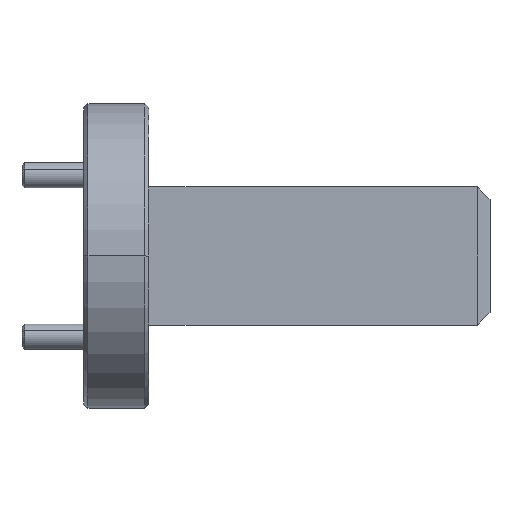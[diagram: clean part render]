
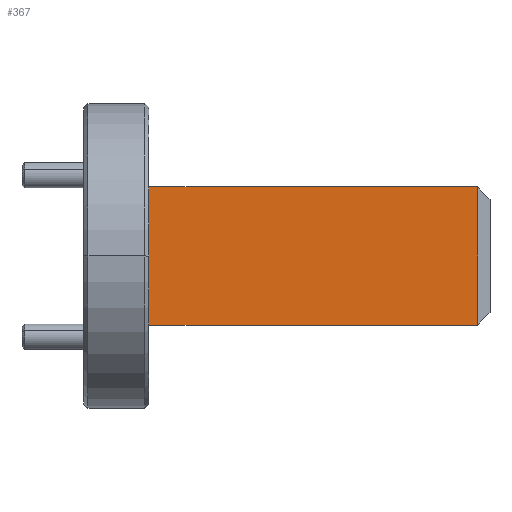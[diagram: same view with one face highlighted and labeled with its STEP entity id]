
A CAD part, front view. The second image highlights one B-rep face of the part: STEP entity #367.
In plain terms, the highlighted planar face has unit normal (0, -1, 0).
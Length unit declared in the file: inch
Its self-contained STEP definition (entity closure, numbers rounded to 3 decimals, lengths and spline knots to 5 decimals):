
#28 = EDGE_CURVE ( 'NONE', #1790, #1743, #1771, .T. ) ;
#70 = CARTESIAN_POINT ( 'NONE',  ( -0.29365, -0.19531, 0.65248 ) ) ;
#122 = ORIENTED_EDGE ( 'NONE', *, *, #832, .T. ) ;
#134 = LINE ( 'NONE', #524, #2049 ) ;
#140 = DIRECTION ( 'NONE',  ( -1., 0., 0. ) ) ;
#153 = CARTESIAN_POINT ( 'NONE',  ( -0.29365, -0.19531, 0.65248 ) ) ;
#165 = ORIENTED_EDGE ( 'NONE', *, *, #552, .T. ) ;
#203 = EDGE_CURVE ( 'NONE', #1790, #835, #134, .T. ) ;
#234 = DIRECTION ( 'NONE',  ( 0., 0., -1. ) ) ;
#367 = ADVANCED_FACE ( 'NONE', ( #1860 ), #580, .F. ) ;
#524 = CARTESIAN_POINT ( 'NONE',  ( -0.29365, -0.19531, 0.31248 ) ) ;
#552 = EDGE_CURVE ( 'NONE', #1743, #1695, #1768, .T. ) ;
#580 = PLANE ( 'NONE',  #686 ) ;
#622 = DIRECTION ( 'NONE',  ( 0., 0., 1. ) ) ;
#686 = AXIS2_PLACEMENT_3D ( 'NONE', #153, #1315, #900 ) ;
#806 = CARTESIAN_POINT ( 'NONE',  ( -0.34365, -0.19531, 0.65248 ) ) ;
#809 = VECTOR ( 'NONE', #234, 39.37008 ) ;
#832 = EDGE_CURVE ( 'NONE', #1695, #835, #2110, .T. ) ;
#835 = VERTEX_POINT ( 'NONE', #1149 ) ;
#878 = EDGE_LOOP ( 'NONE', ( #1255, #1933, #165, #122 ) ) ;
#900 = DIRECTION ( 'NONE',  ( -1., 0., 0. ) ) ;
#993 = VECTOR ( 'NONE', #622, 39.37008 ) ;
#1149 = CARTESIAN_POINT ( 'NONE',  ( -0.34365, -0.19531, 0.31248 ) ) ;
#1199 = CARTESIAN_POINT ( 'NONE',  ( 0.46635, -0.19531, 0.31248 ) ) ;
#1250 = VECTOR ( 'NONE', #2169, 39.37008 ) ;
#1255 = ORIENTED_EDGE ( 'NONE', *, *, #203, .F. ) ;
#1315 = DIRECTION ( 'NONE',  ( 0., 1., 0. ) ) ;
#1552 = CARTESIAN_POINT ( 'NONE',  ( -0.34365, -0.19531, 0.65248 ) ) ;
#1574 = CARTESIAN_POINT ( 'NONE',  ( 0.46635, -0.19531, 0.65248 ) ) ;
#1695 = VERTEX_POINT ( 'NONE', #806 ) ;
#1743 = VERTEX_POINT ( 'NONE', #2179 ) ;
#1768 = LINE ( 'NONE', #70, #1250 ) ;
#1771 = LINE ( 'NONE', #1574, #993 ) ;
#1790 = VERTEX_POINT ( 'NONE', #1199 ) ;
#1860 = FACE_OUTER_BOUND ( 'NONE', #878, .T. ) ;
#1933 = ORIENTED_EDGE ( 'NONE', *, *, #28, .T. ) ;
#2049 = VECTOR ( 'NONE', #140, 39.37008 ) ;
#2110 = LINE ( 'NONE', #1552, #809 ) ;
#2169 = DIRECTION ( 'NONE',  ( -1., 0., 0. ) ) ;
#2179 = CARTESIAN_POINT ( 'NONE',  ( 0.46635, -0.19531, 0.65248 ) ) ;
